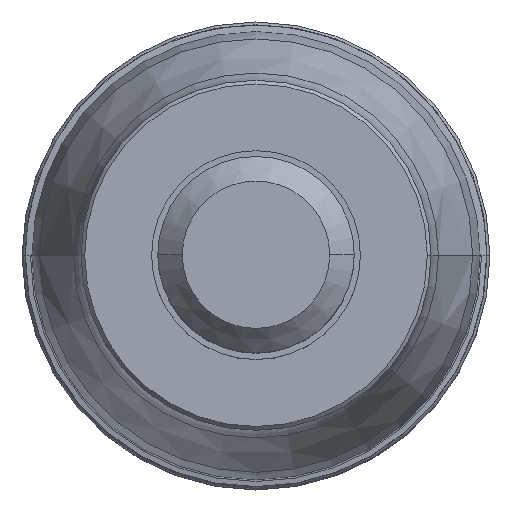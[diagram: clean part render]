
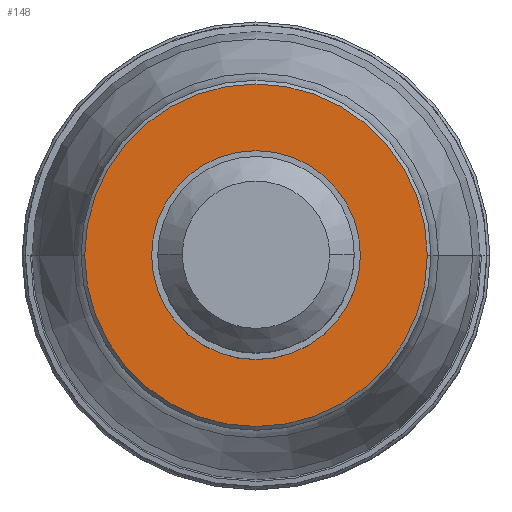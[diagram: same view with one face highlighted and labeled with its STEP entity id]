
A CAD part, top view. The second image highlights one B-rep face of the part: STEP entity #148.
In plain terms, the highlighted planar face has unit normal (0, 0, 1).
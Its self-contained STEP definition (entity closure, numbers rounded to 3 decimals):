
#28=PLANE('',#1411);
#33=FACE_BOUND('',#331,.T.);
#34=FACE_BOUND('',#332,.T.);
#148=ADVANCED_FACE('',(#33,#34),#28,.F.);
#331=EDGE_LOOP('',(#537,#538,#539,#540));
#332=EDGE_LOOP('',(#541,#542));
#537=ORIENTED_EDGE('',*,*,#907,.F.);
#538=ORIENTED_EDGE('',*,*,#908,.F.);
#539=ORIENTED_EDGE('',*,*,#906,.F.);
#540=ORIENTED_EDGE('',*,*,#905,.F.);
#541=ORIENTED_EDGE('',*,*,#909,.F.);
#542=ORIENTED_EDGE('',*,*,#910,.F.);
#765=VERTEX_POINT('',#3284);
#766=VERTEX_POINT('',#3286);
#767=VERTEX_POINT('',#3288);
#768=VERTEX_POINT('',#3292);
#769=VERTEX_POINT('',#3295);
#770=VERTEX_POINT('',#3296);
#905=EDGE_CURVE('',#766,#767,#1094,.T.);
#906=EDGE_CURVE('',#767,#765,#1095,.T.);
#907=EDGE_CURVE('',#768,#766,#1096,.T.);
#908=EDGE_CURVE('',#765,#768,#1097,.T.);
#909=EDGE_CURVE('',#769,#770,#1098,.T.);
#910=EDGE_CURVE('',#770,#769,#1099,.T.);
#1094=CIRCLE('',#1404,13.95);
#1095=CIRCLE('',#1405,13.95);
#1096=CIRCLE('',#1407,13.95);
#1097=CIRCLE('',#1408,13.95);
#1098=CIRCLE('',#1409,8.5);
#1099=CIRCLE('',#1410,8.5);
#1404=AXIS2_PLACEMENT_3D('',#3287,#1701,#1702);
#1405=AXIS2_PLACEMENT_3D('',#3289,#1703,#1704);
#1407=AXIS2_PLACEMENT_3D('',#3291,#1707,#1708);
#1408=AXIS2_PLACEMENT_3D('',#3293,#1709,#1710);
#1409=AXIS2_PLACEMENT_3D('',#3294,#1711,#1712);
#1410=AXIS2_PLACEMENT_3D('',#3297,#1713,#1714);
#1411=AXIS2_PLACEMENT_3D('',#3298,#1715,#1716);
#1701=DIRECTION('',(0.,0.,-1.));
#1702=DIRECTION('',(1.,0.,0.));
#1703=DIRECTION('',(0.,0.,-1.));
#1704=DIRECTION('',(0.,-1.,0.));
#1707=DIRECTION('',(0.,0.,-1.));
#1708=DIRECTION('',(0.,1.,0.));
#1709=DIRECTION('',(0.,0.,-1.));
#1710=DIRECTION('',(-1.,0.,0.));
#1711=DIRECTION('',(0.,0.,1.));
#1712=DIRECTION('',(1.,0.,0.));
#1713=DIRECTION('',(0.,0.,1.));
#1714=DIRECTION('',(-1.,0.,0.));
#1715=DIRECTION('',(0.,0.,-1.));
#1716=DIRECTION('',(-1.,0.,0.));
#3284=CARTESIAN_POINT('',(-13.95,0.,0.));
#3286=CARTESIAN_POINT('',(13.95,0.,0.));
#3287=CARTESIAN_POINT('',(0.,0.,0.));
#3288=CARTESIAN_POINT('',(0.,-13.95,0.));
#3289=CARTESIAN_POINT('',(0.,0.,0.));
#3291=CARTESIAN_POINT('',(0.,0.,0.));
#3292=CARTESIAN_POINT('',(0.,13.95,0.));
#3293=CARTESIAN_POINT('',(0.,0.,0.));
#3294=CARTESIAN_POINT('',(0.,0.,0.));
#3295=CARTESIAN_POINT('',(8.5,0.,0.));
#3296=CARTESIAN_POINT('',(-8.5,0.,0.));
#3297=CARTESIAN_POINT('',(0.,0.,0.));
#3298=CARTESIAN_POINT('',(0.,0.,0.));
